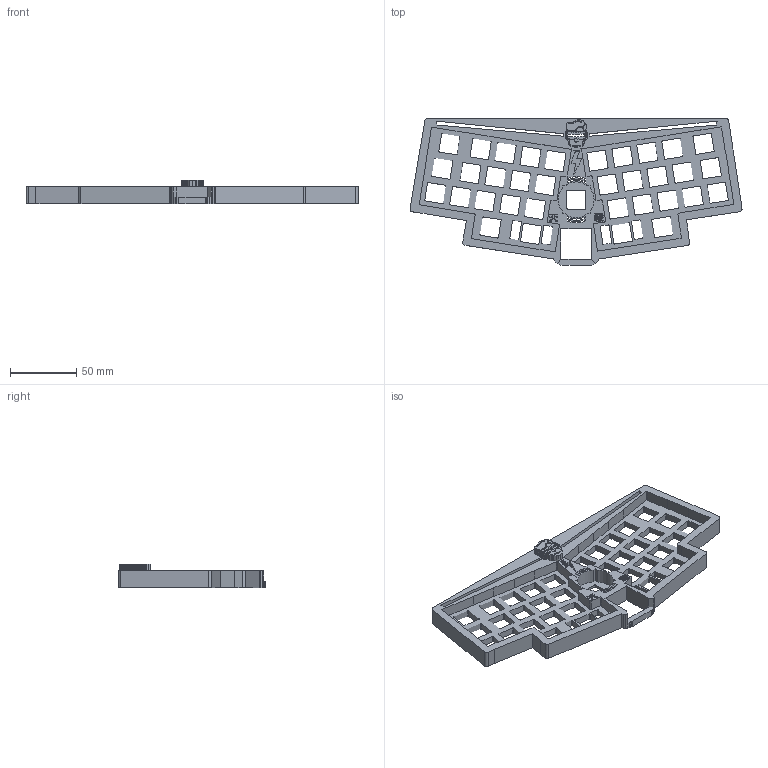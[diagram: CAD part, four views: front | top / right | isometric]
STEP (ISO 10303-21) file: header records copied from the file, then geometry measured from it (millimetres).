
FILE_DESCRIPTION(/* description */ (''),/* implementation_level */ '2;1');
FILE_NAME(/* name */ 'CyKlops Top Case.step',/* time_stamp */ '2024-09-27T11:06:35-07:00',/* author */ (''),/* organization */ (''),/* preprocessor_version */ 'ST-DEVELOPER v20',/* originating_system */ 'Autodesk Translation Framework v13.20.0.188',/* authorisation */ '');
FILE_SCHEMA (('AUTOMOTIVE_DESIGN { 1 0 10303 214 3 1 1 }'));
Products named in the file (1): CLOPS Case
Bounding box: 250.35 x 110.77 x 18 mm (x, y, z)
Volume: 116501.6 mm3; surface area: 65635.9 mm2
Topology: 1 solids, 1 shells, 2514 faces, 7432 edges, 4953 vertices
Faces by surface type: plane 2478, cylinder 36
Full cylindrical faces by diameter (mm): 3.2 x10
Entity records: 82442 total; most frequent: CARTESIAN_POINT 14900, ORIENTED_EDGE 14864, DIRECTION 12534, EDGE_CURVE 7432, LINE 7360, VECTOR 7360, VERTEX_POINT 4953, EDGE_LOOP 2647
